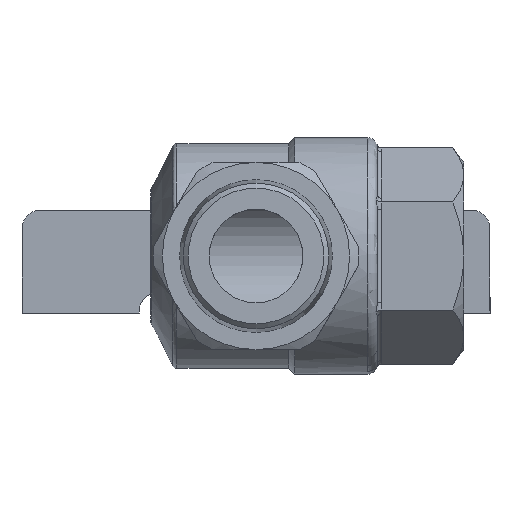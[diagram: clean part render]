
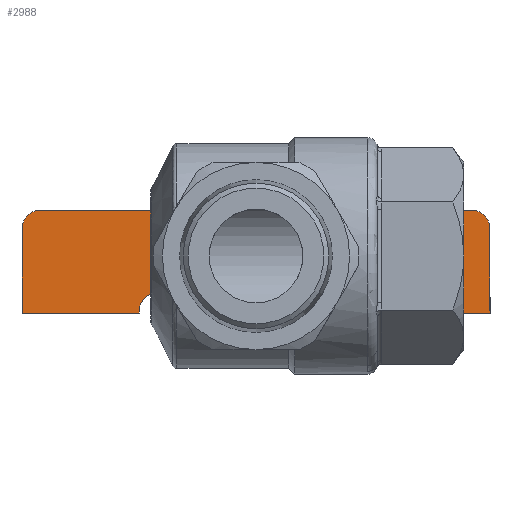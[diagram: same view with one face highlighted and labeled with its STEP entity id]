
A CAD part, front view. The second image highlights one B-rep face of the part: STEP entity #2988.
In plain terms, the highlighted planar face has unit normal (0, -1, 0).
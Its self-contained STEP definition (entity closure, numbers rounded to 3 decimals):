
#292=LINE('',#4673,#502);
#320=LINE('',#4767,#530);
#322=LINE('',#4775,#532);
#327=LINE('',#4789,#537);
#330=LINE('',#4794,#540);
#332=LINE('',#4798,#542);
#337=LINE('',#4816,#547);
#339=LINE('',#4820,#549);
#342=LINE('',#4826,#552);
#344=LINE('',#4834,#554);
#348=LINE('',#4846,#558);
#502=VECTOR('',#3691,1000.);
#530=VECTOR('',#3773,1000.);
#532=VECTOR('',#3783,1000.);
#537=VECTOR('',#3796,1000.);
#540=VECTOR('',#3801,1000.);
#542=VECTOR('',#3805,1000.);
#547=VECTOR('',#3824,1000.);
#549=VECTOR('',#3828,1000.);
#552=VECTOR('',#3833,1000.);
#554=VECTOR('',#3843,1000.);
#558=VECTOR('',#3855,1000.);
#1081=ORIENTED_EDGE('',*,*,#1759,.T.);
#1082=ORIENTED_EDGE('',*,*,#1757,.F.);
#1083=ORIENTED_EDGE('',*,*,#1674,.T.);
#1084=ORIENTED_EDGE('',*,*,#1717,.T.);
#1085=ORIENTED_EDGE('',*,*,#1718,.T.);
#1086=ORIENTED_EDGE('',*,*,#1721,.F.);
#1087=ORIENTED_EDGE('',*,*,#1724,.F.);
#1088=ORIENTED_EDGE('',*,*,#1728,.T.);
#1089=ORIENTED_EDGE('',*,*,#1731,.T.);
#1090=ORIENTED_EDGE('',*,*,#1733,.F.);
#1091=ORIENTED_EDGE('',*,*,#1736,.T.);
#1092=ORIENTED_EDGE('',*,*,#1760,.F.);
#1093=ORIENTED_EDGE('',*,*,#1738,.T.);
#1094=ORIENTED_EDGE('',*,*,#1742,.T.);
#1095=ORIENTED_EDGE('',*,*,#1744,.T.);
#1096=ORIENTED_EDGE('',*,*,#1747,.F.);
#1097=ORIENTED_EDGE('',*,*,#1748,.F.);
#1098=ORIENTED_EDGE('',*,*,#1751,.F.);
#1099=ORIENTED_EDGE('',*,*,#1754,.T.);
#1674=EDGE_CURVE('',#2070,#2068,#292,.T.);
#1717=EDGE_CURVE('',#2068,#2097,#320,.T.);
#1718=EDGE_CURVE('',#2097,#2098,#2305,.T.);
#1721=EDGE_CURVE('',#2100,#2098,#322,.T.);
#1724=EDGE_CURVE('',#2102,#2100,#2307,.T.);
#1728=EDGE_CURVE('',#2102,#2104,#327,.T.);
#1731=EDGE_CURVE('',#2104,#2105,#330,.T.);
#1733=EDGE_CURVE('',#2106,#2105,#332,.T.);
#1736=EDGE_CURVE('',#2106,#2108,#2310,.T.);
#1738=EDGE_CURVE('',#2110,#2109,#2311,.T.);
#1742=EDGE_CURVE('',#2109,#2112,#337,.T.);
#1744=EDGE_CURVE('',#2112,#2113,#339,.T.);
#1747=EDGE_CURVE('',#2115,#2113,#342,.T.);
#1748=EDGE_CURVE('',#2116,#2115,#2313,.T.);
#1751=EDGE_CURVE('',#2118,#2116,#344,.T.);
#1754=EDGE_CURVE('',#2118,#2120,#2315,.T.);
#1757=EDGE_CURVE('',#2070,#2120,#348,.T.);
#1759=EDGE_CURVE('',#2122,#2122,#2317,.T.);
#1760=EDGE_CURVE('',#2110,#2108,#2318,.T.);
#2068=VERTEX_POINT('',#4671);
#2070=VERTEX_POINT('',#4674);
#2097=VERTEX_POINT('',#4766);
#2098=VERTEX_POINT('',#4770);
#2100=VERTEX_POINT('',#4776);
#2102=VERTEX_POINT('',#4782);
#2104=VERTEX_POINT('',#4788);
#2105=VERTEX_POINT('',#4793);
#2106=VERTEX_POINT('',#4797);
#2108=VERTEX_POINT('',#4803);
#2109=VERTEX_POINT('',#4807);
#2110=VERTEX_POINT('',#4809);
#2112=VERTEX_POINT('',#4815);
#2113=VERTEX_POINT('',#4819);
#2115=VERTEX_POINT('',#4825);
#2116=VERTEX_POINT('',#4829);
#2118=VERTEX_POINT('',#4835);
#2120=VERTEX_POINT('',#4841);
#2122=VERTEX_POINT('',#4850);
#2305=CIRCLE('',#3229,2.);
#2307=CIRCLE('',#3233,4.);
#2310=CIRCLE('',#3240,4.);
#2311=CIRCLE('',#3242,4.);
#2313=CIRCLE('',#3248,4.);
#2315=CIRCLE('',#3252,2.);
#2317=CIRCLE('',#3256,6.);
#2318=CIRCLE('',#3257,25.);
#2487=EDGE_LOOP('',(#1081));
#2488=EDGE_LOOP('',(#1082,#1083,#1084,#1085,#1086,#1087,#1088,#1089,#1090,
#1091,#1092,#1093,#1094,#1095,#1096,#1097,#1098,#1099));
#2701=FACE_BOUND('',#2487,.T.);
#2702=FACE_BOUND('',#2488,.T.);
#2856=PLANE('',#3255);
#2988=ADVANCED_FACE('',(#2701,#2702),#2856,.F.);
#3229=AXIS2_PLACEMENT_3D('',#4769,#3776,#3777);
#3233=AXIS2_PLACEMENT_3D('',#4781,#3788,#3789);
#3240=AXIS2_PLACEMENT_3D('',#4804,#3811,#3812);
#3242=AXIS2_PLACEMENT_3D('',#4808,#3816,#3817);
#3248=AXIS2_PLACEMENT_3D('',#4828,#3836,#3837);
#3252=AXIS2_PLACEMENT_3D('',#4840,#3848,#3849);
#3255=AXIS2_PLACEMENT_3D('',#4848,#3857,#3858);
#3256=AXIS2_PLACEMENT_3D('',#4849,#3859,#3860);
#3257=AXIS2_PLACEMENT_3D('',#4851,#3861,#3862);
#3691=DIRECTION('',(-1.,0.,0.));
#3773=DIRECTION('',(0.,0.,-1.));
#3776=DIRECTION('',(0.,1.,0.));
#3777=DIRECTION('',(0.,0.,1.));
#3783=DIRECTION('',(1.,0.,0.));
#3788=DIRECTION('',(0.,1.,0.));
#3789=DIRECTION('',(0.,0.,1.));
#3796=DIRECTION('',(0.,0.,-1.));
#3801=DIRECTION('',(1.,0.,0.));
#3805=DIRECTION('',(0.,0.,-1.));
#3811=DIRECTION('',(0.,1.,0.));
#3812=DIRECTION('',(0.,0.,1.));
#3816=DIRECTION('',(0.,1.,0.));
#3817=DIRECTION('',(0.,0.,1.));
#3824=DIRECTION('',(0.,0.,-1.));
#3828=DIRECTION('',(1.,0.,0.));
#3833=DIRECTION('',(0.,0.,-1.));
#3836=DIRECTION('',(0.,1.,0.));
#3837=DIRECTION('',(0.,0.,1.));
#3843=DIRECTION('',(1.,0.,0.));
#3848=DIRECTION('',(0.,1.,0.));
#3849=DIRECTION('',(0.,0.,1.));
#3855=DIRECTION('',(0.,0.,-1.));
#3857=DIRECTION('',(0.,1.,0.));
#3858=DIRECTION('',(0.,0.,1.));
#3859=DIRECTION('',(0.,1.,0.));
#3860=DIRECTION('',(0.,0.,1.));
#3861=DIRECTION('',(0.,1.,0.));
#3862=DIRECTION('',(0.,0.,1.));
#4671=CARTESIAN_POINT('',(-3.75,41.,12.8));
#4673=CARTESIAN_POINT('',(-3.75,41.,12.8));
#4674=CARTESIAN_POINT('',(3.75,41.,12.8));
#4766=CARTESIAN_POINT('',(-3.75,41.,11.8));
#4767=CARTESIAN_POINT('',(-3.75,41.,0.));
#4769=CARTESIAN_POINT('',(-5.75,41.,11.8));
#4770=CARTESIAN_POINT('',(-5.75,41.,9.8));
#4775=CARTESIAN_POINT('',(0.,41.,9.8));
#4776=CARTESIAN_POINT('',(-46.,41.,9.8));
#4781=CARTESIAN_POINT('',(-46.,41.,5.8));
#4782=CARTESIAN_POINT('',(-50.,41.,5.8));
#4788=CARTESIAN_POINT('',(-50.,41.,-12.2));
#4789=CARTESIAN_POINT('',(-50.,41.,0.));
#4793=CARTESIAN_POINT('',(-25.,41.,-12.2));
#4794=CARTESIAN_POINT('',(0.,41.,-12.2));
#4797=CARTESIAN_POINT('',(-25.,41.,-11.8));
#4798=CARTESIAN_POINT('',(-25.,41.,0.));
#4803=CARTESIAN_POINT('',(-18.103,41.,-9.041));
#4804=CARTESIAN_POINT('',(-21.,41.,-11.8));
#4807=CARTESIAN_POINT('',(25.,41.,-11.8));
#4808=CARTESIAN_POINT('',(21.,41.,-11.8));
#4809=CARTESIAN_POINT('',(18.103,41.,-9.041));
#4815=CARTESIAN_POINT('',(25.,41.,-12.2));
#4816=CARTESIAN_POINT('',(25.,41.,0.));
#4819=CARTESIAN_POINT('',(50.,41.,-12.2));
#4820=CARTESIAN_POINT('',(0.,41.,-12.2));
#4825=CARTESIAN_POINT('',(50.,41.,5.8));
#4826=CARTESIAN_POINT('',(50.,41.,0.));
#4828=CARTESIAN_POINT('',(46.,41.,5.8));
#4829=CARTESIAN_POINT('',(46.,41.,9.8));
#4834=CARTESIAN_POINT('',(0.,41.,9.8));
#4835=CARTESIAN_POINT('',(5.75,41.,9.8));
#4840=CARTESIAN_POINT('',(5.75,41.,11.8));
#4841=CARTESIAN_POINT('',(3.75,41.,11.8));
#4846=CARTESIAN_POINT('',(3.75,41.,0.));
#4848=CARTESIAN_POINT('',(0.,41.,0.));
#4849=CARTESIAN_POINT('',(0.,41.,0.));
#4850=CARTESIAN_POINT('',(0.,41.,6.));
#4851=CARTESIAN_POINT('',(0.,41.,8.2));
